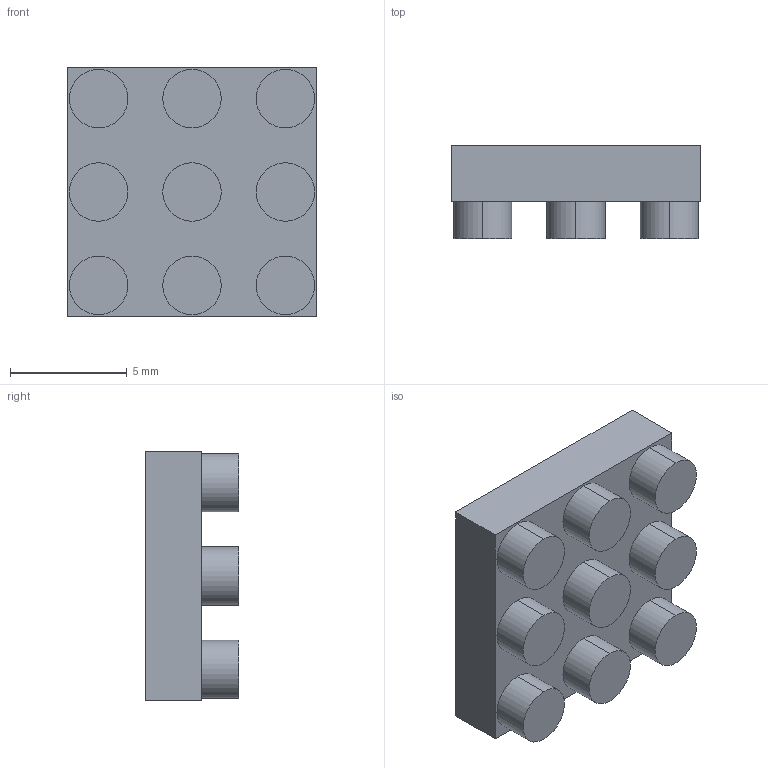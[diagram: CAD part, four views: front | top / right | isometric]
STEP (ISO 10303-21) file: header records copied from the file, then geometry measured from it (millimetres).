
FILE_DESCRIPTION (( 'STEP AP214' ), '1' );
FILE_NAME ('IRS3_DC.heatsink.2.5mm.STEP', '2012-03-21T21:27:59', ( '' ), ( '' ), 'SwSTEP 2.0', 'SolidWorks 2012', '' );
FILE_SCHEMA (( 'AUTOMOTIVE_DESIGN' ));
Length unit declared in the file: millimetre
Products named in the file (1): IRS3_DC.heatsink.2.5mm
Bounding box: 10.7 x 4 x 10.7 mm (x, y, z)
Volume: 346.1 mm3; surface area: 444.3 mm2
Topology: 1 solids, 1 shells, 33 faces, 66 edges, 44 vertices
Faces by surface type: cylinder 18, plane 15
Entity records: 910 total; most frequent: DIRECTION 170, CARTESIAN_POINT 144, ORIENTED_EDGE 132, AXIS2_PLACEMENT_3D 70, EDGE_CURVE 66, VERTEX_POINT 44, EDGE_LOOP 42, CIRCLE 36
